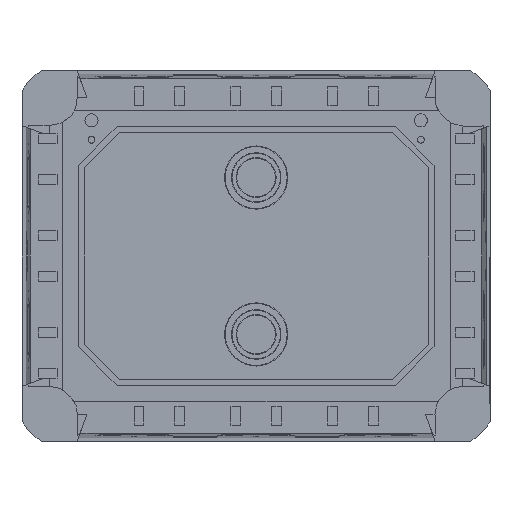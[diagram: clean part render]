
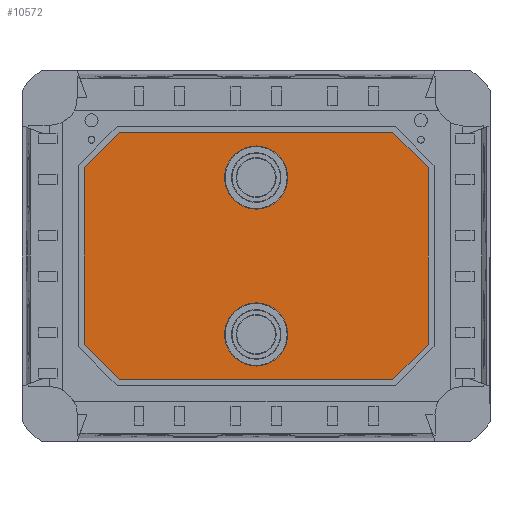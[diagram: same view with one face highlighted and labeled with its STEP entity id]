
A CAD part, front view. The second image highlights one B-rep face of the part: STEP entity #10572.
In plain terms, the highlighted planar face has unit normal (0, -1, 0).
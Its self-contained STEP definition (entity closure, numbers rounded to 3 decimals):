
#10 = LINE ( 'NONE', #10552, #17572 ) ;
#259 = VERTEX_POINT ( 'NONE', #689 ) ;
#689 = CARTESIAN_POINT ( 'NONE',  ( 88.8, 1., -45.557 ) ) ;
#1006 = CIRCLE ( 'NONE', #20316, 16.29 ) ;
#1030 = EDGE_CURVE ( 'NONE', #33734, #4971, #1006, .T. ) ;
#1052 = EDGE_CURVE ( 'NONE', #4971, #33734, #2451, .T. ) ;
#1234 = ORIENTED_EDGE ( 'NONE', *, *, #13678, .F. ) ;
#1428 = DIRECTION ( 'NONE',  ( 0., -1., 0. ) ) ;
#1810 = CARTESIAN_POINT ( 'NONE',  ( 0., 1., -40.5 ) ) ;
#1973 = EDGE_CURVE ( 'NONE', #27686, #20005, #12977, .T. ) ;
#1986 = AXIS2_PLACEMENT_3D ( 'NONE', #22990, #4500, #27830 ) ;
#2083 = CARTESIAN_POINT ( 'NONE',  ( -67.179, 1., 67.179 ) ) ;
#2095 = VERTEX_POINT ( 'NONE', #31531 ) ;
#2256 = LINE ( 'NONE', #2083, #2473 ) ;
#2450 = VERTEX_POINT ( 'NONE', #16794 ) ;
#2451 = CIRCLE ( 'NONE', #12927, 16.29 ) ;
#2473 = VECTOR ( 'NONE', #25932, 1000. ) ;
#2937 = EDGE_CURVE ( 'NONE', #15397, #2450, #2256, .T. ) ;
#3351 = EDGE_LOOP ( 'NONE', ( #20535, #31341 ) ) ;
#3694 = VERTEX_POINT ( 'NONE', #7069 ) ;
#3701 = ORIENTED_EDGE ( 'NONE', *, *, #1973, .F. ) ;
#4218 = LINE ( 'NONE', #7303, #11664 ) ;
#4245 = DIRECTION ( 'NONE',  ( 0., 0., -1. ) ) ;
#4306 = CARTESIAN_POINT ( 'NONE',  ( 88.8, 1., 45.557 ) ) ;
#4500 = DIRECTION ( 'NONE',  ( 0., -1., 0. ) ) ;
#4692 = DIRECTION ( 'NONE',  ( 0., 0., -1. ) ) ;
#4971 = VERTEX_POINT ( 'NONE', #25429 ) ;
#5571 = ORIENTED_EDGE ( 'NONE', *, *, #18458, .F. ) ;
#5737 = EDGE_CURVE ( 'NONE', #20005, #27686, #24650, .T. ) ;
#6614 = CARTESIAN_POINT ( 'NONE',  ( 0., 1., 40.5 ) ) ;
#6742 = PLANE ( 'NONE',  #1986 ) ;
#6953 = CARTESIAN_POINT ( 'NONE',  ( 0., 1., 40.5 ) ) ;
#7069 = CARTESIAN_POINT ( 'NONE',  ( 70.557, 1., -63.8 ) ) ;
#7303 = CARTESIAN_POINT ( 'NONE',  ( 0., 1., 63.8 ) ) ;
#7495 = CARTESIAN_POINT ( 'NONE',  ( -67.179, 1., -67.179 ) ) ;
#8288 = CARTESIAN_POINT ( 'NONE',  ( 67.179, 1., 67.179 ) ) ;
#8319 = VECTOR ( 'NONE', #27631, 1000. ) ;
#8991 = FACE_OUTER_BOUND ( 'NONE', #15053, .T. ) ;
#9081 = DIRECTION ( 'NONE',  ( 0., -1., 0. ) ) ;
#9495 = CARTESIAN_POINT ( 'NONE',  ( 0., 1., 24.21 ) ) ;
#9512 = FACE_BOUND ( 'NONE', #24762, .T. ) ;
#10327 = AXIS2_PLACEMENT_3D ( 'NONE', #10348, #32572, #31422 ) ;
#10348 = CARTESIAN_POINT ( 'NONE',  ( 0., 1., -40.5 ) ) ;
#10501 = DIRECTION ( 'NONE',  ( -0.707, 0., -0.707 ) ) ;
#10552 = CARTESIAN_POINT ( 'NONE',  ( 0., 1., -63.8 ) ) ;
#10572 = ADVANCED_FACE ( 'NONE', ( #9512, #12452, #8991 ), #6742, .T. ) ;
#11471 = CARTESIAN_POINT ( 'NONE',  ( 70.557, 1., 63.8 ) ) ;
#11664 = VECTOR ( 'NONE', #25305, 1000. ) ;
#11965 = DIRECTION ( 'NONE',  ( 0., -1., 0. ) ) ;
#12138 = DIRECTION ( 'NONE',  ( 0., 0., -1. ) ) ;
#12452 = FACE_BOUND ( 'NONE', #3351, .T. ) ;
#12891 = CARTESIAN_POINT ( 'NONE',  ( -88.8, 1., 45.557 ) ) ;
#12927 = AXIS2_PLACEMENT_3D ( 'NONE', #6614, #11965, #32550 ) ;
#12957 = AXIS2_PLACEMENT_3D ( 'NONE', #1810, #9081, #4245 ) ;
#12977 = CIRCLE ( 'NONE', #12957, 16.29 ) ;
#13375 = VECTOR ( 'NONE', #15940, 1000. ) ;
#13678 = EDGE_CURVE ( 'NONE', #32399, #14762, #21425, .T. ) ;
#14206 = EDGE_CURVE ( 'NONE', #14762, #259, #15038, .T. ) ;
#14404 = EDGE_CURVE ( 'NONE', #3694, #31800, #10, .T. ) ;
#14482 = ORIENTED_EDGE ( 'NONE', *, *, #23838, .F. ) ;
#14638 = ORIENTED_EDGE ( 'NONE', *, *, #14206, .F. ) ;
#14762 = VERTEX_POINT ( 'NONE', #4306 ) ;
#15038 = LINE ( 'NONE', #25605, #21987 ) ;
#15053 = EDGE_LOOP ( 'NONE', ( #16633, #29292, #14482, #20040, #5571, #14638, #1234, #23934 ) ) ;
#15397 = VERTEX_POINT ( 'NONE', #12891 ) ;
#15940 = DIRECTION ( 'NONE',  ( -0.707, 0., 0.707 ) ) ;
#16633 = ORIENTED_EDGE ( 'NONE', *, *, #2937, .F. ) ;
#16794 = CARTESIAN_POINT ( 'NONE',  ( -70.557, 1., 63.8 ) ) ;
#16982 = CARTESIAN_POINT ( 'NONE',  ( 0., 1., -24.21 ) ) ;
#17115 = EDGE_CURVE ( 'NONE', #2095, #15397, #33517, .T. ) ;
#17178 = VECTOR ( 'NONE', #10501, 1000. ) ;
#17572 = VECTOR ( 'NONE', #26792, 1000. ) ;
#17605 = ORIENTED_EDGE ( 'NONE', *, *, #5737, .F. ) ;
#17823 = CARTESIAN_POINT ( 'NONE',  ( 0., 1., -56.79 ) ) ;
#18458 = EDGE_CURVE ( 'NONE', #259, #3694, #26733, .T. ) ;
#18771 = CARTESIAN_POINT ( 'NONE',  ( 67.179, 1., -67.179 ) ) ;
#18815 = DIRECTION ( 'NONE',  ( 0.707, 0., -0.707 ) ) ;
#20005 = VERTEX_POINT ( 'NONE', #16982 ) ;
#20019 = EDGE_CURVE ( 'NONE', #2450, #32399, #4218, .T. ) ;
#20040 = ORIENTED_EDGE ( 'NONE', *, *, #14404, .F. ) ;
#20316 = AXIS2_PLACEMENT_3D ( 'NONE', #6953, #1428, #12138 ) ;
#20535 = ORIENTED_EDGE ( 'NONE', *, *, #1030, .F. ) ;
#21425 = LINE ( 'NONE', #8288, #29692 ) ;
#21987 = VECTOR ( 'NONE', #4692, 1000. ) ;
#22990 = CARTESIAN_POINT ( 'NONE',  ( 0., 1., 0. ) ) ;
#23237 = LINE ( 'NONE', #7495, #13375 ) ;
#23838 = EDGE_CURVE ( 'NONE', #31800, #2095, #23237, .T. ) ;
#23934 = ORIENTED_EDGE ( 'NONE', *, *, #20019, .F. ) ;
#24650 = CIRCLE ( 'NONE', #10327, 16.29 ) ;
#24762 = EDGE_LOOP ( 'NONE', ( #3701, #17605 ) ) ;
#25217 = CARTESIAN_POINT ( 'NONE',  ( -88.8, 1., 0. ) ) ;
#25305 = DIRECTION ( 'NONE',  ( 1., 0., 0. ) ) ;
#25429 = CARTESIAN_POINT ( 'NONE',  ( 0., 1., 56.79 ) ) ;
#25605 = CARTESIAN_POINT ( 'NONE',  ( 88.8, 1., 0. ) ) ;
#25932 = DIRECTION ( 'NONE',  ( 0.707, 0., 0.707 ) ) ;
#26733 = LINE ( 'NONE', #18771, #17178 ) ;
#26792 = DIRECTION ( 'NONE',  ( -1., 0., 0. ) ) ;
#27631 = DIRECTION ( 'NONE',  ( 0., 0., 1. ) ) ;
#27686 = VERTEX_POINT ( 'NONE', #17823 ) ;
#27830 = DIRECTION ( 'NONE',  ( 0., 0., -1. ) ) ;
#29292 = ORIENTED_EDGE ( 'NONE', *, *, #17115, .F. ) ;
#29692 = VECTOR ( 'NONE', #18815, 1000. ) ;
#30419 = CARTESIAN_POINT ( 'NONE',  ( -70.557, 1., -63.8 ) ) ;
#31341 = ORIENTED_EDGE ( 'NONE', *, *, #1052, .F. ) ;
#31422 = DIRECTION ( 'NONE',  ( 0., 0., -1. ) ) ;
#31531 = CARTESIAN_POINT ( 'NONE',  ( -88.8, 1., -45.557 ) ) ;
#31800 = VERTEX_POINT ( 'NONE', #30419 ) ;
#32399 = VERTEX_POINT ( 'NONE', #11471 ) ;
#32550 = DIRECTION ( 'NONE',  ( 0., 0., -1. ) ) ;
#32572 = DIRECTION ( 'NONE',  ( 0., -1., 0. ) ) ;
#33517 = LINE ( 'NONE', #25217, #8319 ) ;
#33734 = VERTEX_POINT ( 'NONE', #9495 ) ;
